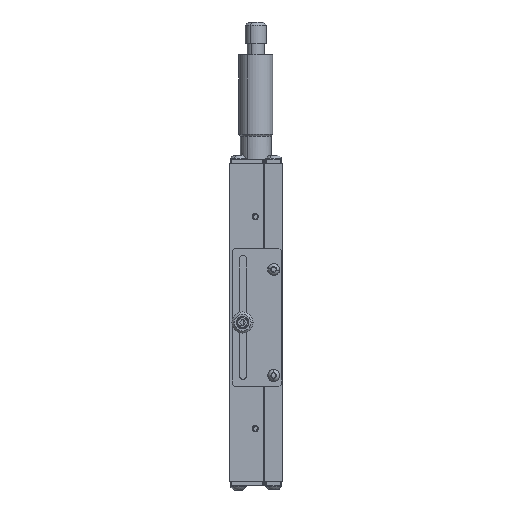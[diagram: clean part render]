
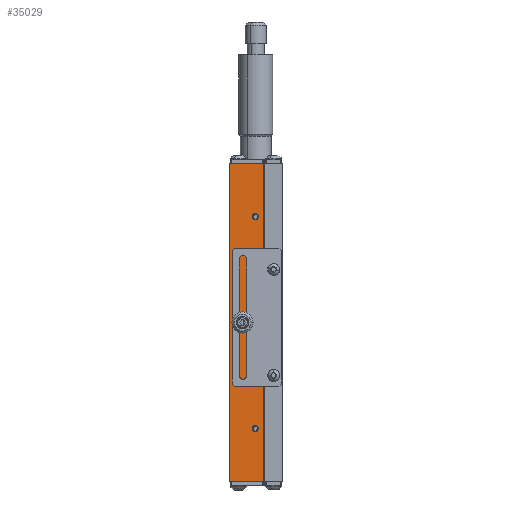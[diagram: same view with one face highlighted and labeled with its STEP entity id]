
A CAD part, left-side view. The second image highlights one B-rep face of the part: STEP entity #35029.
In plain terms, the highlighted planar face has unit normal (-1, 0, 0).
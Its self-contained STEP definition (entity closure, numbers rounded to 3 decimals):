
#52 = VERTEX_POINT ( 'NONE', #49827 ) ;
#663 = DIRECTION ( 'NONE',  ( 0., 0., -1. ) ) ;
#1258 = VERTEX_POINT ( 'NONE', #12570 ) ;
#1422 = EDGE_CURVE ( 'NONE', #1258, #18566, #33788, .T. ) ;
#1609 = LINE ( 'NONE', #26723, #43607 ) ;
#2406 = CIRCLE ( 'NONE', #23109, 1.25 ) ;
#2704 = DIRECTION ( 'NONE',  ( 0., 0., -1. ) ) ;
#2876 = VERTEX_POINT ( 'NONE', #9032 ) ;
#3225 = CIRCLE ( 'NONE', #6574, 1.25 ) ;
#3492 = ORIENTED_EDGE ( 'NONE', *, *, #31401, .F. ) ;
#3753 = DIRECTION ( 'NONE',  ( -1., 0., 0. ) ) ;
#4003 = DIRECTION ( 'NONE',  ( 0., 0., -1. ) ) ;
#4027 = DIRECTION ( 'NONE',  ( 0., 0., -1. ) ) ;
#4044 = CARTESIAN_POINT ( 'NONE',  ( -38., 8.7, -75. ) ) ;
#4053 = DIRECTION ( 'NONE',  ( 0., 0., -1. ) ) ;
#4090 = CIRCLE ( 'NONE', #35440, 1.25 ) ;
#4127 = CARTESIAN_POINT ( 'NONE',  ( -38., 24.7, 75. ) ) ;
#4188 = DIRECTION ( 'NONE',  ( -1., 0., 0. ) ) ;
#4656 = VERTEX_POINT ( 'NONE', #37149 ) ;
#5525 = EDGE_CURVE ( 'NONE', #2876, #19369, #31173, .T. ) ;
#5647 = EDGE_LOOP ( 'NONE', ( #8510, #47421 ) ) ;
#6574 = AXIS2_PLACEMENT_3D ( 'NONE', #16451, #31649, #663 ) ;
#7067 = EDGE_CURVE ( 'NONE', #43757, #10814, #34494, .T. ) ;
#7153 = AXIS2_PLACEMENT_3D ( 'NONE', #49468, #26483, #2704 ) ;
#7224 = DIRECTION ( 'NONE',  ( 0., -1., 0. ) ) ;
#8239 = DIRECTION ( 'NONE',  ( -1., 0., 0. ) ) ;
#8510 = ORIENTED_EDGE ( 'NONE', *, *, #9963, .F. ) ;
#9032 = CARTESIAN_POINT ( 'NONE',  ( -38., 12.7, 1.25 ) ) ;
#9068 = AXIS2_PLACEMENT_3D ( 'NONE', #42675, #4188, #4027 ) ;
#9186 = ORIENTED_EDGE ( 'NONE', *, *, #7067, .F. ) ;
#9963 = EDGE_CURVE ( 'NONE', #43167, #39088, #3225, .T. ) ;
#10042 = DIRECTION ( 'NONE',  ( 0., 0., -1. ) ) ;
#10814 = VERTEX_POINT ( 'NONE', #31846 ) ;
#11230 = DIRECTION ( 'NONE',  ( 0., -1., 0. ) ) ;
#11696 = CARTESIAN_POINT ( 'NONE',  ( -38., 18.7, -1.25 ) ) ;
#12182 = EDGE_LOOP ( 'NONE', ( #49694, #37746 ) ) ;
#12570 = CARTESIAN_POINT ( 'NONE',  ( -38., 8.7, 75. ) ) ;
#13555 = CARTESIAN_POINT ( 'NONE',  ( -38., 18.7, 1.25 ) ) ;
#13760 = EDGE_CURVE ( 'NONE', #19369, #2876, #23766, .T. ) ;
#13973 = VECTOR ( 'NONE', #7224, 1000. ) ;
#15608 = CARTESIAN_POINT ( 'NONE',  ( -38., 12.7, 50. ) ) ;
#16451 = CARTESIAN_POINT ( 'NONE',  ( -38., 18.7, 0. ) ) ;
#16792 = EDGE_CURVE ( 'NONE', #42510, #4656, #4090, .T. ) ;
#16932 = ORIENTED_EDGE ( 'NONE', *, *, #29204, .T. ) ;
#17317 = CARTESIAN_POINT ( 'NONE',  ( -38., 8.7, 75. ) ) ;
#18566 = VERTEX_POINT ( 'NONE', #4044 ) ;
#18877 = DIRECTION ( 'NONE',  ( 0., 0., -1. ) ) ;
#19359 = DIRECTION ( 'NONE',  ( -1., 0., 0. ) ) ;
#19369 = VERTEX_POINT ( 'NONE', #33753 ) ;
#19557 = VERTEX_POINT ( 'NONE', #46812 ) ;
#20149 = CIRCLE ( 'NONE', #24952, 1.25 ) ;
#20250 = FACE_BOUND ( 'NONE', #48671, .T. ) ;
#20551 = ORIENTED_EDGE ( 'NONE', *, *, #16792, .F. ) ;
#22055 = FACE_BOUND ( 'NONE', #12182, .T. ) ;
#23109 = AXIS2_PLACEMENT_3D ( 'NONE', #15608, #19359, #4053 ) ;
#23125 = CARTESIAN_POINT ( 'NONE',  ( -38., 12.7, 50. ) ) ;
#23766 = CIRCLE ( 'NONE', #36030, 1.25 ) ;
#24324 = LINE ( 'NONE', #50078, #13973 ) ;
#24952 = AXIS2_PLACEMENT_3D ( 'NONE', #48853, #49851, #18877 ) ;
#25756 = CIRCLE ( 'NONE', #34769, 1.25 ) ;
#26460 = DIRECTION ( 'NONE',  ( 0., 0., -1. ) ) ;
#26483 = DIRECTION ( 'NONE',  ( -1., 0., 0. ) ) ;
#26580 = CARTESIAN_POINT ( 'NONE',  ( -38., 12.7, -51.25 ) ) ;
#26723 = CARTESIAN_POINT ( 'NONE',  ( -38., 24.7, 75. ) ) ;
#26828 = EDGE_LOOP ( 'NONE', ( #9186, #34504 ) ) ;
#27257 = DIRECTION ( 'NONE',  ( 0., 0., 1. ) ) ;
#27471 = CARTESIAN_POINT ( 'NONE',  ( -38., 12.7, -50. ) ) ;
#27685 = LINE ( 'NONE', #40180, #33678 ) ;
#27919 = PLANE ( 'NONE',  #29220 ) ;
#29204 = EDGE_CURVE ( 'NONE', #19557, #52, #27685, .T. ) ;
#29220 = AXIS2_PLACEMENT_3D ( 'NONE', #4127, #42954, #27257 ) ;
#30460 = DIRECTION ( 'NONE',  ( 0., 0., -1. ) ) ;
#31173 = CIRCLE ( 'NONE', #9068, 1.25 ) ;
#31208 = FACE_OUTER_BOUND ( 'NONE', #41567, .T. ) ;
#31401 = EDGE_CURVE ( 'NONE', #19557, #1258, #1609, .T. ) ;
#31649 = DIRECTION ( 'NONE',  ( -1., 0., 0. ) ) ;
#31846 = CARTESIAN_POINT ( 'NONE',  ( -38., 12.7, -48.75 ) ) ;
#32845 = DIRECTION ( 'NONE',  ( 0., 0., -1. ) ) ;
#33678 = VECTOR ( 'NONE', #10042, 1000. ) ;
#33753 = CARTESIAN_POINT ( 'NONE',  ( -38., 12.7, -1.25 ) ) ;
#33788 = LINE ( 'NONE', #17317, #41063 ) ;
#34494 = CIRCLE ( 'NONE', #7153, 1.25 ) ;
#34504 = ORIENTED_EDGE ( 'NONE', *, *, #34690, .F. ) ;
#34690 = EDGE_CURVE ( 'NONE', #10814, #43757, #25756, .T. ) ;
#34769 = AXIS2_PLACEMENT_3D ( 'NONE', #27471, #8239, #4003 ) ;
#34886 = FACE_BOUND ( 'NONE', #5647, .T. ) ;
#35029 = ADVANCED_FACE ( 'NONE', ( #34886, #36088, #20250, #22055, #31208 ), #27919, .F. ) ;
#35440 = AXIS2_PLACEMENT_3D ( 'NONE', #23125, #3753, #30460 ) ;
#36030 = AXIS2_PLACEMENT_3D ( 'NONE', #38189, #46062, #26460 ) ;
#36088 = FACE_BOUND ( 'NONE', #26828, .T. ) ;
#36505 = EDGE_CURVE ( 'NONE', #39088, #43167, #20149, .T. ) ;
#37149 = CARTESIAN_POINT ( 'NONE',  ( -38., 12.7, 48.75 ) ) ;
#37746 = ORIENTED_EDGE ( 'NONE', *, *, #5525, .F. ) ;
#38106 = ORIENTED_EDGE ( 'NONE', *, *, #38866, .F. ) ;
#38189 = CARTESIAN_POINT ( 'NONE',  ( -38., 12.7, 0. ) ) ;
#38866 = EDGE_CURVE ( 'NONE', #4656, #42510, #2406, .T. ) ;
#39088 = VERTEX_POINT ( 'NONE', #13555 ) ;
#40180 = CARTESIAN_POINT ( 'NONE',  ( -38., 24.7, 75. ) ) ;
#41063 = VECTOR ( 'NONE', #32845, 1000. ) ;
#41567 = EDGE_LOOP ( 'NONE', ( #49231, #46461, #3492, #16932 ) ) ;
#42510 = VERTEX_POINT ( 'NONE', #44327 ) ;
#42675 = CARTESIAN_POINT ( 'NONE',  ( -38., 12.7, 0. ) ) ;
#42954 = DIRECTION ( 'NONE',  ( 1., 0., 0. ) ) ;
#43167 = VERTEX_POINT ( 'NONE', #11696 ) ;
#43607 = VECTOR ( 'NONE', #11230, 1000. ) ;
#43757 = VERTEX_POINT ( 'NONE', #26580 ) ;
#44327 = CARTESIAN_POINT ( 'NONE',  ( -38., 12.7, 51.25 ) ) ;
#46062 = DIRECTION ( 'NONE',  ( -1., 0., 0. ) ) ;
#46366 = EDGE_CURVE ( 'NONE', #52, #18566, #24324, .T. ) ;
#46461 = ORIENTED_EDGE ( 'NONE', *, *, #1422, .F. ) ;
#46812 = CARTESIAN_POINT ( 'NONE',  ( -38., 24.7, 75. ) ) ;
#47421 = ORIENTED_EDGE ( 'NONE', *, *, #36505, .F. ) ;
#48671 = EDGE_LOOP ( 'NONE', ( #38106, #20551 ) ) ;
#48853 = CARTESIAN_POINT ( 'NONE',  ( -38., 18.7, 0. ) ) ;
#49231 = ORIENTED_EDGE ( 'NONE', *, *, #46366, .T. ) ;
#49468 = CARTESIAN_POINT ( 'NONE',  ( -38., 12.7, -50. ) ) ;
#49694 = ORIENTED_EDGE ( 'NONE', *, *, #13760, .F. ) ;
#49827 = CARTESIAN_POINT ( 'NONE',  ( -38., 24.7, -75. ) ) ;
#49851 = DIRECTION ( 'NONE',  ( -1., 0., 0. ) ) ;
#50078 = CARTESIAN_POINT ( 'NONE',  ( -38., 24.7, -75. ) ) ;
